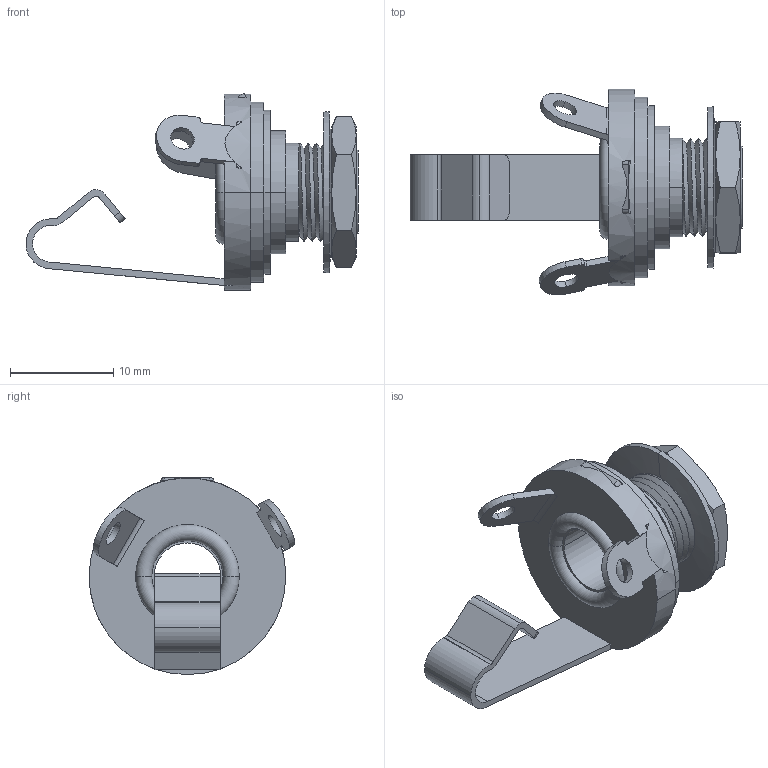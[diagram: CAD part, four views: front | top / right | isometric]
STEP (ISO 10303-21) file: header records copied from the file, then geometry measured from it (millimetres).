
FILE_DESCRIPTION(('FreeCAD Model'),'2;1');
FILE_NAME('11002_sp.step','2019-05-13T17:31:40',( 'kicad StepUp'),('ksu MCAD'),'Open CASCADE STEP processor 7.2', 'FreeCAD','Unknown');
FILE_SCHEMA(('AUTOMOTIVE_DESIGN { 1 0 10303 214 1 1 1 1 }'));
Length unit declared in the file: millimetre
Products named in the file (1): 11002_sp
Bounding box: 32.18 x 19.94 x 19.11 mm (x, y, z)
Volume: 1783.4 mm3; surface area: 2515.7 mm2
Topology: 1 solids, 1 shells, 147 faces, 399 edges, 260 vertices
Faces by surface type: plane 53, cylinder 48, cone 40, bspline 4, torus 2
Entity records: 9605 total; most frequent: CARTESIAN_POINT 4908, ORIENTED_EDGE 798, DIRECTION 722, EDGE_CURVE 399, AXIS2_PLACEMENT_3D 280, VERTEX_POINT 260, FACE_BOUND 166, EDGE_LOOP 166
